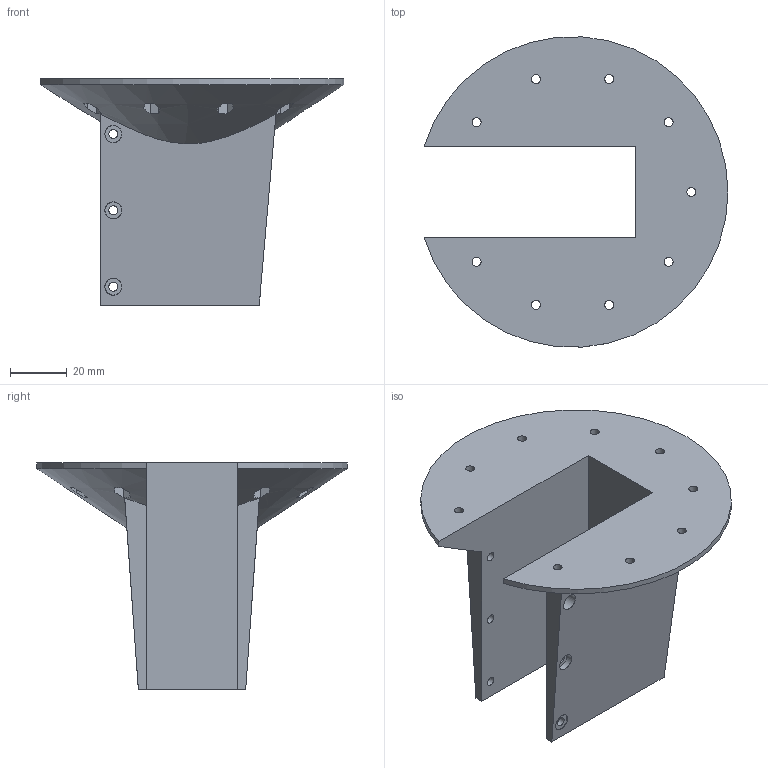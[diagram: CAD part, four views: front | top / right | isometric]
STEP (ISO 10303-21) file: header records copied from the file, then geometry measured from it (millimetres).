
FILE_DESCRIPTION(('FreeCAD Model'),'2;1');
FILE_NAME('conduit-bracket.step', '2019-10-22T22:29:52',('Author'),(''), 'Open CASCADE STEP processor 7.3','FreeCAD','Unknown');
FILE_SCHEMA(('AUTOMOTIVE_DESIGN { 1 0 10303 214 1 1 1 1 }'));
Length unit declared in the file: millimetre
Products named in the file (1): Mirrored002
Bounding box: 107.58 x 109.77 x 80 mm (x, y, z)
Volume: 123556.8 mm3; surface area: 38655.4 mm2
Topology: 1 solids, 1 shells, 104 faces, 269 edges, 181 vertices
Faces by surface type: plane 74, cylinder 23, bspline 5, cone 2
Full cylindrical faces by diameter (mm): 3.2 x15, 6 x6
Entity records: 9210 total; most frequent: CARTESIAN_POINT 4019, DIRECTION 893, ORIENTED_EDGE 538, PCURVE 538, DEFINITIONAL_REPRESENTATION 538, LINE 468, VECTOR 468, EDGE_CURVE 269
